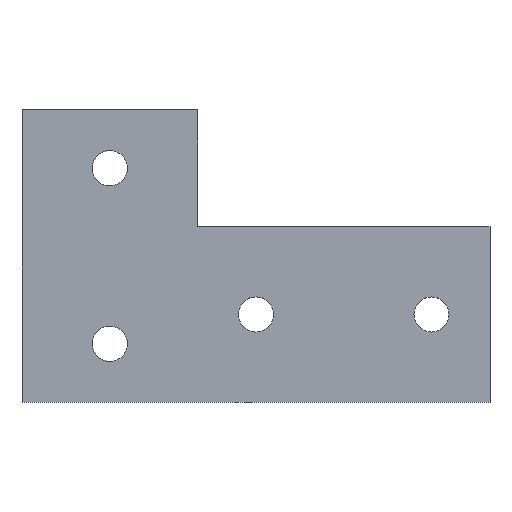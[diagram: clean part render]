
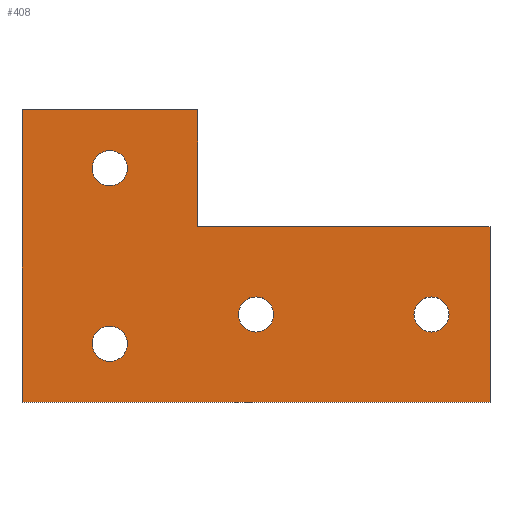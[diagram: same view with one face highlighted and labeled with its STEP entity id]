
A CAD part, top view. The second image highlights one B-rep face of the part: STEP entity #408.
In plain terms, the highlighted planar face has unit normal (0, 0, 1).
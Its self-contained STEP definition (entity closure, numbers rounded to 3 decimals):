
#3 = CIRCLE ( 'NONE', #224, 1.5 ) ;
#7 = CARTESIAN_POINT ( 'NONE',  ( 7.5, 5., 2. ) ) ;
#9 = CARTESIAN_POINT ( 'NONE',  ( 0., 25., 2. ) ) ;
#10 = CARTESIAN_POINT ( 'NONE',  ( 36.5, 7.5, 2. ) ) ;
#13 = DIRECTION ( 'NONE',  ( -1., 0., 0. ) ) ;
#15 = DIRECTION ( 'NONE',  ( 1., 0., 0. ) ) ;
#17 = EDGE_CURVE ( 'NONE', #45, #388, #398, .T. ) ;
#28 = DIRECTION ( 'NONE',  ( 0., 0., 1. ) ) ;
#34 = DIRECTION ( 'NONE',  ( 1., 0., 0. ) ) ;
#42 = EDGE_CURVE ( 'NONE', #426, #99, #523, .T. ) ;
#45 = VERTEX_POINT ( 'NONE', #163 ) ;
#64 = AXIS2_PLACEMENT_3D ( 'NONE', #139, #170, #179 ) ;
#78 = EDGE_LOOP ( 'NONE', ( #469, #362 ) ) ;
#81 = VECTOR ( 'NONE', #148, 1000. ) ;
#97 = AXIS2_PLACEMENT_3D ( 'NONE', #355, #172, #488 ) ;
#98 = FACE_BOUND ( 'NONE', #237, .T. ) ;
#99 = VERTEX_POINT ( 'NONE', #10 ) ;
#101 = CARTESIAN_POINT ( 'NONE',  ( 40., 15., 2. ) ) ;
#102 = CARTESIAN_POINT ( 'NONE',  ( 6., 5., 2. ) ) ;
#106 = DIRECTION ( 'NONE',  ( 1., 0., 0. ) ) ;
#107 = VERTEX_POINT ( 'NONE', #348 ) ;
#108 = CARTESIAN_POINT ( 'NONE',  ( 9., 20., 2. ) ) ;
#117 = VERTEX_POINT ( 'NONE', #382 ) ;
#124 = ORIENTED_EDGE ( 'NONE', *, *, #156, .T. ) ;
#131 = VERTEX_POINT ( 'NONE', #135 ) ;
#135 = CARTESIAN_POINT ( 'NONE',  ( 9., 5., 2. ) ) ;
#136 = EDGE_CURVE ( 'NONE', #131, #377, #3, .T. ) ;
#139 = CARTESIAN_POINT ( 'NONE',  ( 20., 7.5, 2. ) ) ;
#140 = CARTESIAN_POINT ( 'NONE',  ( 35., 7.5, 2. ) ) ;
#147 = CARTESIAN_POINT ( 'NONE',  ( 7.5, 20., 2. ) ) ;
#148 = DIRECTION ( 'NONE',  ( 1., 0., 0. ) ) ;
#156 = EDGE_CURVE ( 'NONE', #246, #288, #157, .T. ) ;
#157 = LINE ( 'NONE', #350, #409 ) ;
#159 = AXIS2_PLACEMENT_3D ( 'NONE', #140, #437, #435 ) ;
#163 = CARTESIAN_POINT ( 'NONE',  ( 0., 25., 2. ) ) ;
#170 = DIRECTION ( 'NONE',  ( 0., 0., 1. ) ) ;
#172 = DIRECTION ( 'NONE',  ( 0., 0., 1. ) ) ;
#177 = DIRECTION ( 'NONE',  ( 0., 1., 0. ) ) ;
#179 = DIRECTION ( 'NONE',  ( 1., 0., 0. ) ) ;
#183 = DIRECTION ( 'NONE',  ( 1., 0., 0. ) ) ;
#185 = FACE_OUTER_BOUND ( 'NONE', #236, .T. ) ;
#186 = ORIENTED_EDGE ( 'NONE', *, *, #349, .T. ) ;
#187 = ORIENTED_EDGE ( 'NONE', *, *, #300, .F. ) ;
#191 = EDGE_CURVE ( 'NONE', #288, #45, #334, .T. ) ;
#199 = VERTEX_POINT ( 'NONE', #269 ) ;
#206 = EDGE_CURVE ( 'NONE', #388, #107, #234, .T. ) ;
#209 = ORIENTED_EDGE ( 'NONE', *, *, #239, .F. ) ;
#220 = CARTESIAN_POINT ( 'NONE',  ( 0., 0., 2. ) ) ;
#224 = AXIS2_PLACEMENT_3D ( 'NONE', #7, #528, #384 ) ;
#226 = DIRECTION ( 'NONE',  ( 0., 0., 1. ) ) ;
#229 = DIRECTION ( 'NONE',  ( -1., 0., 0. ) ) ;
#234 = LINE ( 'NONE', #255, #81 ) ;
#236 = EDGE_LOOP ( 'NONE', ( #376, #414, #186, #513, #124, #430 ) ) ;
#237 = EDGE_LOOP ( 'NONE', ( #209, #305 ) ) ;
#239 = EDGE_CURVE ( 'NONE', #99, #426, #344, .T. ) ;
#246 = VERTEX_POINT ( 'NONE', #262 ) ;
#255 = CARTESIAN_POINT ( 'NONE',  ( 0., 0., 2. ) ) ;
#256 = DIRECTION ( 'NONE',  ( 0., 0., -1. ) ) ;
#260 = PLANE ( 'NONE',  #298 ) ;
#262 = CARTESIAN_POINT ( 'NONE',  ( 15., 15., 2. ) ) ;
#266 = VECTOR ( 'NONE', #229, 1000. ) ;
#269 = CARTESIAN_POINT ( 'NONE',  ( 18.5, 7.5, 2. ) ) ;
#272 = ORIENTED_EDGE ( 'NONE', *, *, #480, .F. ) ;
#273 = AXIS2_PLACEMENT_3D ( 'NONE', #404, #28, #106 ) ;
#275 = CARTESIAN_POINT ( 'NONE',  ( 7.5, 5., 2. ) ) ;
#288 = VERTEX_POINT ( 'NONE', #314 ) ;
#293 = CIRCLE ( 'NONE', #64, 1.5 ) ;
#297 = CIRCLE ( 'NONE', #526, 1.5 ) ;
#298 = AXIS2_PLACEMENT_3D ( 'NONE', #534, #256, #444 ) ;
#300 = EDGE_CURVE ( 'NONE', #117, #477, #512, .T. ) ;
#305 = ORIENTED_EDGE ( 'NONE', *, *, #42, .F. ) ;
#308 = DIRECTION ( 'NONE',  ( 0., -1., 0. ) ) ;
#312 = FACE_BOUND ( 'NONE', #486, .T. ) ;
#314 = CARTESIAN_POINT ( 'NONE',  ( 15., 25., 2. ) ) ;
#320 = LINE ( 'NONE', #361, #266 ) ;
#331 = VERTEX_POINT ( 'NONE', #101 ) ;
#334 = LINE ( 'NONE', #9, #467 ) ;
#344 = CIRCLE ( 'NONE', #273, 1.5 ) ;
#348 = CARTESIAN_POINT ( 'NONE',  ( 40., 0., 2. ) ) ;
#349 = EDGE_CURVE ( 'NONE', #107, #331, #483, .T. ) ;
#350 = CARTESIAN_POINT ( 'NONE',  ( 15., 15., 2. ) ) ;
#355 = CARTESIAN_POINT ( 'NONE',  ( 20., 7.5, 2. ) ) ;
#361 = CARTESIAN_POINT ( 'NONE',  ( 15., 15., 2. ) ) ;
#362 = ORIENTED_EDGE ( 'NONE', *, *, #428, .F. ) ;
#367 = CIRCLE ( 'NONE', #97, 1.5 ) ;
#376 = ORIENTED_EDGE ( 'NONE', *, *, #17, .T. ) ;
#377 = VERTEX_POINT ( 'NONE', #102 ) ;
#378 = EDGE_CURVE ( 'NONE', #525, #199, #367, .T. ) ;
#382 = CARTESIAN_POINT ( 'NONE',  ( 6., 20., 2. ) ) ;
#384 = DIRECTION ( 'NONE',  ( 1., 0., 0. ) ) ;
#388 = VERTEX_POINT ( 'NONE', #220 ) ;
#392 = AXIS2_PLACEMENT_3D ( 'NONE', #147, #226, #15 ) ;
#398 = LINE ( 'NONE', #429, #495 ) ;
#403 = CARTESIAN_POINT ( 'NONE',  ( 33.5, 7.5, 2. ) ) ;
#404 = CARTESIAN_POINT ( 'NONE',  ( 35., 7.5, 2. ) ) ;
#405 = CARTESIAN_POINT ( 'NONE',  ( 21.5, 7.5, 2. ) ) ;
#408 = ADVANCED_FACE ( 'NONE', ( #98, #420, #541, #312, #185 ), #260, .F. ) ;
#409 = VECTOR ( 'NONE', #530, 1000. ) ;
#414 = ORIENTED_EDGE ( 'NONE', *, *, #206, .T. ) ;
#420 = FACE_BOUND ( 'NONE', #78, .T. ) ;
#426 = VERTEX_POINT ( 'NONE', #403 ) ;
#428 = EDGE_CURVE ( 'NONE', #199, #525, #293, .T. ) ;
#429 = CARTESIAN_POINT ( 'NONE',  ( 0., 0., 2. ) ) ;
#430 = ORIENTED_EDGE ( 'NONE', *, *, #191, .T. ) ;
#434 = CIRCLE ( 'NONE', #449, 1.5 ) ;
#435 = DIRECTION ( 'NONE',  ( 1., 0., 0. ) ) ;
#437 = DIRECTION ( 'NONE',  ( 0., 0., 1. ) ) ;
#444 = DIRECTION ( 'NONE',  ( -1., 0., 0. ) ) ;
#445 = CARTESIAN_POINT ( 'NONE',  ( 40., 0., 2. ) ) ;
#449 = AXIS2_PLACEMENT_3D ( 'NONE', #453, #499, #34 ) ;
#452 = VECTOR ( 'NONE', #177, 1000. ) ;
#453 = CARTESIAN_POINT ( 'NONE',  ( 7.5, 20., 2. ) ) ;
#454 = ORIENTED_EDGE ( 'NONE', *, *, #136, .F. ) ;
#458 = EDGE_CURVE ( 'NONE', #377, #131, #297, .T. ) ;
#467 = VECTOR ( 'NONE', #13, 1000. ) ;
#469 = ORIENTED_EDGE ( 'NONE', *, *, #378, .F. ) ;
#477 = VERTEX_POINT ( 'NONE', #108 ) ;
#480 = EDGE_CURVE ( 'NONE', #477, #117, #434, .T. ) ;
#483 = LINE ( 'NONE', #445, #452 ) ;
#486 = EDGE_LOOP ( 'NONE', ( #272, #187 ) ) ;
#488 = DIRECTION ( 'NONE',  ( 1., 0., 0. ) ) ;
#495 = VECTOR ( 'NONE', #308, 1000. ) ;
#499 = DIRECTION ( 'NONE',  ( 0., 0., 1. ) ) ;
#509 = EDGE_CURVE ( 'NONE', #331, #246, #320, .T. ) ;
#512 = CIRCLE ( 'NONE', #392, 1.5 ) ;
#513 = ORIENTED_EDGE ( 'NONE', *, *, #509, .T. ) ;
#517 = EDGE_LOOP ( 'NONE', ( #454, #564 ) ) ;
#523 = CIRCLE ( 'NONE', #159, 1.5 ) ;
#525 = VERTEX_POINT ( 'NONE', #405 ) ;
#526 = AXIS2_PLACEMENT_3D ( 'NONE', #275, #553, #183 ) ;
#528 = DIRECTION ( 'NONE',  ( 0., 0., 1. ) ) ;
#530 = DIRECTION ( 'NONE',  ( 0., 1., 0. ) ) ;
#534 = CARTESIAN_POINT ( 'NONE',  ( 0., 25., 2. ) ) ;
#541 = FACE_BOUND ( 'NONE', #517, .T. ) ;
#553 = DIRECTION ( 'NONE',  ( 0., 0., 1. ) ) ;
#564 = ORIENTED_EDGE ( 'NONE', *, *, #458, .F. ) ;
